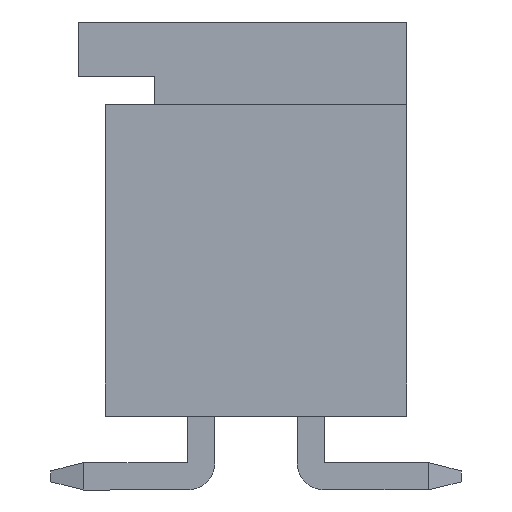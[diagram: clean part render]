
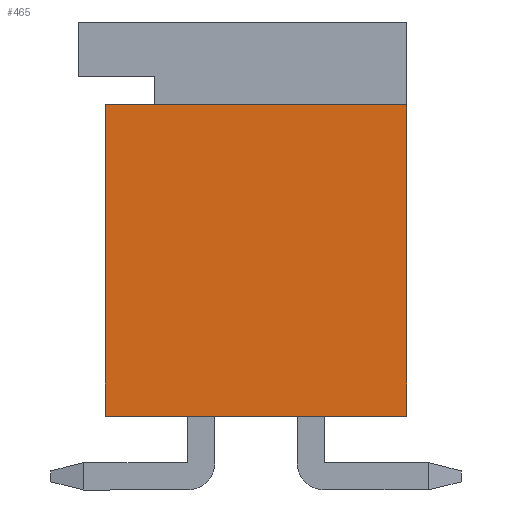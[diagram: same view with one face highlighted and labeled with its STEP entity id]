
A CAD part, left-side view. The second image highlights one B-rep face of the part: STEP entity #465.
In plain terms, the highlighted planar face has unit normal (-1, 0, 0).
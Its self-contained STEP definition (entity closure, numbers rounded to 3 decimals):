
#465 = ADVANCED_FACE( '', ( #925 ), #926, .T. );
#925 = FACE_OUTER_BOUND( '', #1436, .T. );
#926 = PLANE( '', #1437 );
#1436 = EDGE_LOOP( '', ( #2357, #2358, #2359, #2360 ) );
#1437 = AXIS2_PLACEMENT_3D( '', #2361, #2362, #2363 );
#2357 = ORIENTED_EDGE( '', *, *, #3615, .F. );
#2358 = ORIENTED_EDGE( '', *, *, #3616, .F. );
#2359 = ORIENTED_EDGE( '', *, *, #3617, .T. );
#2360 = ORIENTED_EDGE( '', *, *, #3608, .T. );
#2361 = CARTESIAN_POINT( '', ( -8.625, -2.75, -2.85 ) );
#2362 = DIRECTION( '', ( -1., 0., 0. ) );
#2363 = DIRECTION( '', ( 0., 0., 1. ) );
#3608 = EDGE_CURVE( '', #4443, #4441, #4444, .T. );
#3615 = EDGE_CURVE( '', #4452, #4441, #4453, .T. );
#3616 = EDGE_CURVE( '', #4454, #4452, #4455, .T. );
#3617 = EDGE_CURVE( '', #4454, #4443, #4456, .T. );
#4441 = VERTEX_POINT( '', #5626 );
#4443 = VERTEX_POINT( '', #5629 );
#4444 = LINE( '', #5630, #5631 );
#4452 = VERTEX_POINT( '', #5643 );
#4453 = LINE( '', #5644, #5645 );
#4454 = VERTEX_POINT( '', #5646 );
#4455 = LINE( '', #5647, #5648 );
#4456 = LINE( '', #5649, #5650 );
#5626 = CARTESIAN_POINT( '', ( -8.625, 2.75, 2.85 ) );
#5629 = CARTESIAN_POINT( '', ( -8.625, -2.75, 2.85 ) );
#5630 = CARTESIAN_POINT( '', ( -8.625, -2.75, 2.85 ) );
#5631 = VECTOR( '', #6418, 1000. );
#5643 = CARTESIAN_POINT( '', ( -8.625, 2.75, -2.85 ) );
#5644 = CARTESIAN_POINT( '', ( -8.625, 2.75, -2.85 ) );
#5645 = VECTOR( '', #6423, 1000. );
#5646 = CARTESIAN_POINT( '', ( -8.625, -2.75, -2.85 ) );
#5647 = CARTESIAN_POINT( '', ( -8.625, -2.75, -2.85 ) );
#5648 = VECTOR( '', #6424, 1000. );
#5649 = CARTESIAN_POINT( '', ( -8.625, -2.75, -2.85 ) );
#5650 = VECTOR( '', #6425, 1000. );
#6418 = DIRECTION( '', ( 0., 1., 0. ) );
#6423 = DIRECTION( '', ( 0., 0., 1. ) );
#6424 = DIRECTION( '', ( 0., 1., 0. ) );
#6425 = DIRECTION( '', ( 0., 0., 1. ) );
